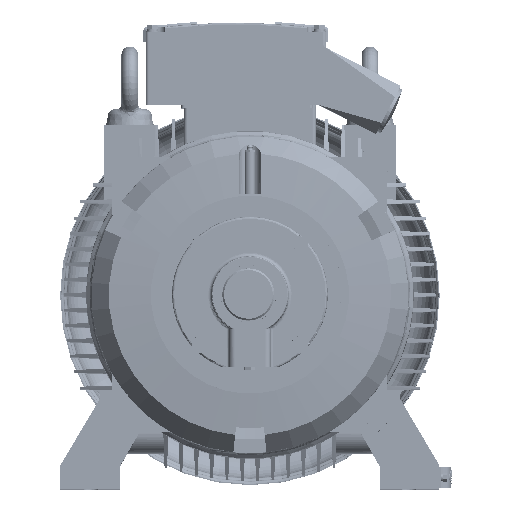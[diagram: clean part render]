
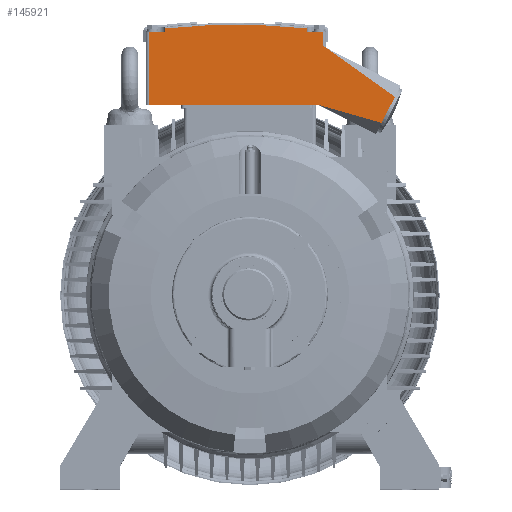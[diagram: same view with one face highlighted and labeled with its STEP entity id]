
A CAD part, top view. The second image highlights one B-rep face of the part: STEP entity #145921.
In plain terms, the highlighted planar face has unit normal (0, 0, 1).
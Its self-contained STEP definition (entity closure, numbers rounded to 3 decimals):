
#25406=DIRECTION('',(0.,1.,0.));
#25407=VECTOR('',#25406,105.);
#25408=CARTESIAN_POINT('',(-68.964,288.548,258.5));
#25409=LINE('',#25408,#25407);
#25410=DIRECTION('',(0.,-1.,0.));
#25411=VECTOR('',#25410,4.955);
#25412=CARTESIAN_POINT('',(-45.964,398.503,258.5));
#25413=LINE('',#25412,#25411);
#25414=CARTESIAN_POINT('',(56.036,-536.841,258.5));
#25415=DIRECTION('',(0.,0.,1.));
#25416=DIRECTION('',(0.108,0.994,0.));
#25417=AXIS2_PLACEMENT_3D('',#25414,#25415,#25416);
#25419=DIRECTION('',(0.,1.,0.));
#25420=VECTOR('',#25419,4.955);
#25421=CARTESIAN_POINT('',(158.036,393.548,258.5));
#25422=LINE('',#25421,#25420);
#25423=DIRECTION('',(-1.,0.,0.));
#25424=VECTOR('',#25423,23.);
#25425=CARTESIAN_POINT('',(181.036,393.548,258.5));
#25426=LINE('',#25425,#25424);
#25427=DIRECTION('',(-0.891,0.454,0.));
#25428=VECTOR('',#25427,5.612);
#25429=CARTESIAN_POINT('',(186.036,370.548,258.5));
#25430=LINE('',#25429,#25428);
#25431=DIRECTION('',(0.454,0.891,0.));
#25432=VECTOR('',#25431,42.);
#25433=CARTESIAN_POINT('',(265.592,262.673,258.5));
#25434=LINE('',#25433,#25432);
#25435=DIRECTION('',(1.,0.,0.));
#25436=VECTOR('',#25435,244.124);
#25437=CARTESIAN_POINT('',(-68.964,288.548,258.5));
#25438=LINE('',#25437,#25436);
#26833=DIRECTION('',(0.,1.,0.));
#26834=VECTOR('',#26833,20.452);
#26835=CARTESIAN_POINT('',(181.036,373.096,258.5));
#26836=LINE('',#26835,#26834);
#26949=DIRECTION('',(-0.961,0.275,0.));
#26950=VECTOR('',#26949,94.061);
#26951=CARTESIAN_POINT('',(265.592,262.673,258.5));
#26952=LINE('',#26951,#26950);
#26965=DIRECTION('',(0.814,-0.581,0.));
#26966=VECTOR('',#26965,121.203);
#26967=CARTESIAN_POINT('',(186.036,370.548,258.5));
#26968=LINE('',#26967,#26966);
#27171=DIRECTION('',(1.,0.,0.));
#27172=VECTOR('',#27171,23.);
#27173=CARTESIAN_POINT('',(-68.964,393.548,258.5));
#27174=LINE('',#27173,#27172);
#123116=CARTESIAN_POINT('',(265.592,262.673,258.5));
#123118=VERTEX_POINT('',#123116);
#123130=CARTESIAN_POINT('',(284.659,300.095,258.5));
#123131=VERTEX_POINT('',#123130);
#123133=CARTESIAN_POINT('',(175.16,288.548,258.5));
#123135=VERTEX_POINT('',#123133);
#123136=CARTESIAN_POINT('',(186.036,370.548,258.5));
#123137=CARTESIAN_POINT('',(181.036,373.096,258.5));
#123138=VERTEX_POINT('',#123136);
#123139=VERTEX_POINT('',#123137);
#123144=CARTESIAN_POINT('',(-68.964,288.548,258.5));
#123145=VERTEX_POINT('',#123144);
#123533=CARTESIAN_POINT('',(-68.964,393.548,258.5));
#123535=VERTEX_POINT('',#123533);
#123684=CARTESIAN_POINT('',(158.036,398.503,258.5));
#123685=CARTESIAN_POINT('',(-45.964,398.503,258.5));
#123686=VERTEX_POINT('',#123684);
#123687=VERTEX_POINT('',#123685);
#123692=CARTESIAN_POINT('',(158.036,393.548,258.5));
#123693=VERTEX_POINT('',#123692);
#123694=CARTESIAN_POINT('',(-45.964,393.548,258.5));
#123695=VERTEX_POINT('',#123694);
#123696=CARTESIAN_POINT('',(181.036,393.548,258.5));
#123697=VERTEX_POINT('',#123696);
#145891=CARTESIAN_POINT('',(-206.227,312.591,258.5));
#145892=DIRECTION('',(0.,0.,1.));
#145893=DIRECTION('',(0.,-1.,0.));
#145894=AXIS2_PLACEMENT_3D('',#145891,#145892,#145893);
#145895=PLANE('',#145894);
#145897=ORIENTED_EDGE('',*,*,#145896,.T.);
#145899=ORIENTED_EDGE('',*,*,#145898,.T.);
#145901=ORIENTED_EDGE('',*,*,#145900,.F.);
#145903=ORIENTED_EDGE('',*,*,#145902,.F.);
#145905=ORIENTED_EDGE('',*,*,#145904,.F.);
#145907=ORIENTED_EDGE('',*,*,#145906,.F.);
#145909=ORIENTED_EDGE('',*,*,#145908,.F.);
#145911=ORIENTED_EDGE('',*,*,#145910,.F.);
#145913=ORIENTED_EDGE('',*,*,#145912,.T.);
#145915=ORIENTED_EDGE('',*,*,#145914,.F.);
#145917=ORIENTED_EDGE('',*,*,#145916,.T.);
#145918=ORIENTED_EDGE('',*,*,#145856,.F.);
#145919=EDGE_LOOP('',(#145897,#145899,#145901,#145903,#145905,#145907,#145909,
#145911,#145913,#145915,#145917,#145918));
#145920=FACE_OUTER_BOUND('',#145919,.F.);
#25418=CIRCLE('',#25417,940.889);
#145856=EDGE_CURVE('',#123145,#123135,#25438,.T.);
#145896=EDGE_CURVE('',#123145,#123535,#25409,.T.);
#145898=EDGE_CURVE('',#123535,#123695,#27174,.T.);
#145900=EDGE_CURVE('',#123687,#123695,#25413,.T.);
#145902=EDGE_CURVE('',#123686,#123687,#25418,.T.);
#145904=EDGE_CURVE('',#123693,#123686,#25422,.T.);
#145906=EDGE_CURVE('',#123697,#123693,#25426,.T.);
#145908=EDGE_CURVE('',#123139,#123697,#26836,.T.);
#145910=EDGE_CURVE('',#123138,#123139,#25430,.T.);
#145912=EDGE_CURVE('',#123138,#123131,#26968,.T.);
#145914=EDGE_CURVE('',#123118,#123131,#25434,.T.);
#145916=EDGE_CURVE('',#123118,#123135,#26952,.T.);
#145921=ADVANCED_FACE('',(#145920),#145895,.T.);
